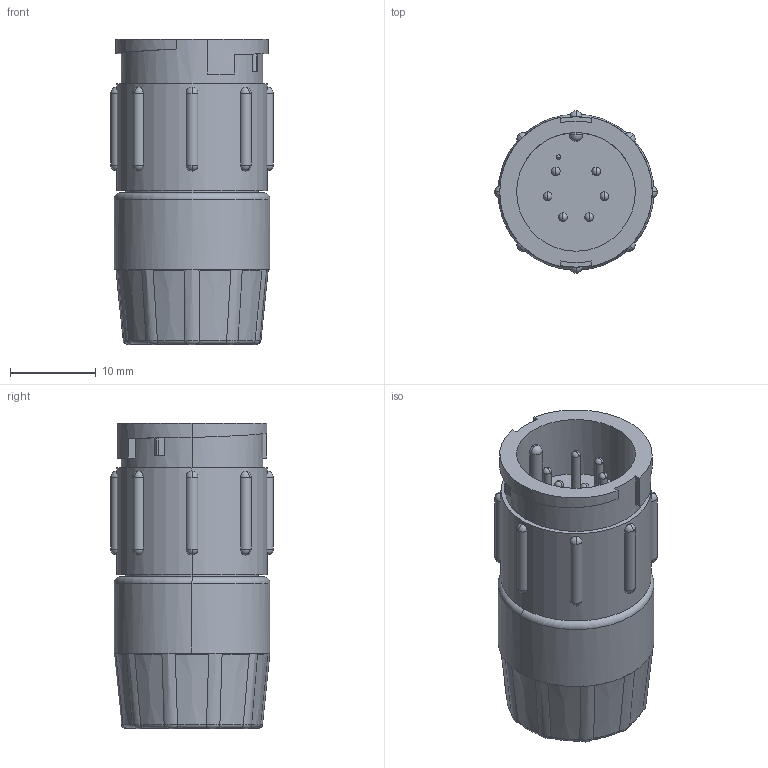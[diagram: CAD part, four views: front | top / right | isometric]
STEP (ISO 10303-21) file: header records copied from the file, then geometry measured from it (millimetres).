
FILE_DESCRIPTION (( 'STEP AP203' ), '1' );
FILE_NAME ('5280-6PG-328.STEP', '2013-09-05T19:06:47', ( 'J0FPBF1' ), ( '' ), 'SwSTEP 2.0', 'SolidWorks 2012', '' );
FILE_SCHEMA (( 'CONFIG_CONTROL_DESIGN' ));
Length unit declared in the file: inch
Products named in the file (1): 5280-6PG-328
Bounding box: 18.92 x 18.92 x 35.63 mm (x, y, z)
Volume: 7068.7 mm3; surface area: 3286.1 mm2
Topology: 1 solids, 1 shells, 197 faces, 565 edges, 354 vertices
Faces by surface type: sphere 47, cylinder 45, torus 44, plane 32, bspline 18, cone 11
Entity records: 7163 total; most frequent: CARTESIAN_POINT 2580, ORIENTED_EDGE 990, DIRECTION 894, EDGE_CURVE 495, AXIS2_PLACEMENT_3D 403, VERTEX_POINT 319, CIRCLE 223, EDGE_LOOP 216
